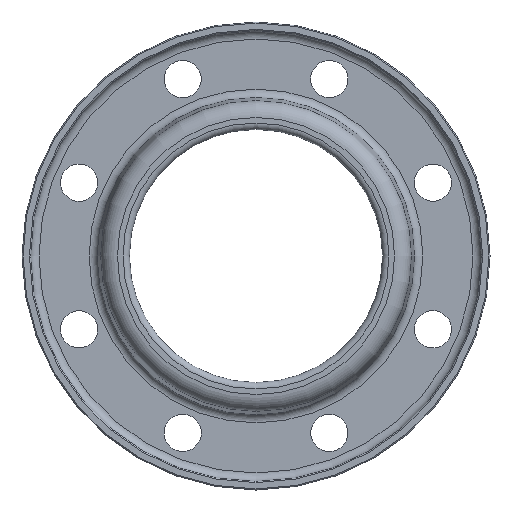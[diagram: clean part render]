
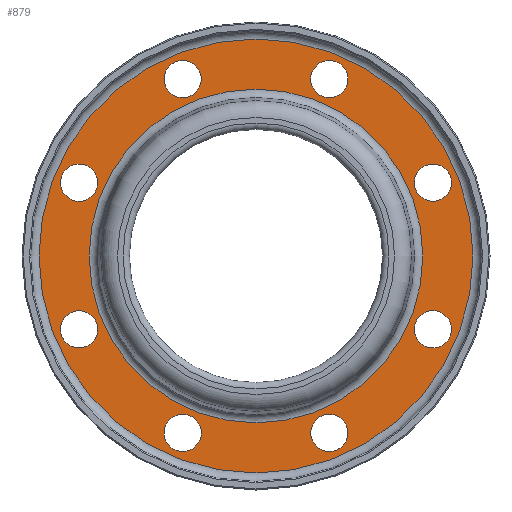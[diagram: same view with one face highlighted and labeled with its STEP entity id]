
A CAD part, left-side view. The second image highlights one B-rep face of the part: STEP entity #879.
In plain terms, the highlighted planar face has unit normal (-1, 0, 0).
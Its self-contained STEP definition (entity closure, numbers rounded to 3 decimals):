
#766 = AXIS2_PLACEMENT_3D ( 'NONE', #1734, #1736, #1737 ) ;
#879 = ADVANCED_FACE ( 'NONE', ( #5018, #5020, #5021, #5022, #5023, #5024, #5025, #5026, #5027, #5028 ), #8464, .F. ) ;
#1353 = CARTESIAN_POINT ( 'NONE',  ( 19., -34.442, 83.149 ) ) ;
#1355 = DIRECTION ( 'NONE',  ( -1., 0., 0. ) ) ;
#1357 = DIRECTION ( 'NONE',  ( 0., 0., 1. ) ) ;
#1458 = CARTESIAN_POINT ( 'NONE',  ( 19., -83.149, -34.442 ) ) ;
#1460 = DIRECTION ( 'NONE',  ( -1., 0., 0. ) ) ;
#1461 = DIRECTION ( 'NONE',  ( 0., -1., 0. ) ) ;
#1734 = CARTESIAN_POINT ( 'NONE',  ( 19., 0., 0. ) ) ;
#1736 = DIRECTION ( 'NONE',  ( -1., 0., 0. ) ) ;
#1737 = DIRECTION ( 'NONE',  ( 0., 0., 1. ) ) ;
#2778 = CARTESIAN_POINT ( 'NONE',  ( 19., -83.149, 34.442 ) ) ;
#2780 = DIRECTION ( 'NONE',  ( -1., 0., 0. ) ) ;
#2782 = DIRECTION ( 'NONE',  ( 0., -0.707, 0.707 ) ) ;
#4581 = AXIS2_PLACEMENT_3D ( 'NONE', #5261, #5258, #5244 ) ;
#4965 = CIRCLE ( 'NONE', #11769, 8.75 ) ;
#5018 = FACE_BOUND ( 'NONE', #6379, .T. ) ;
#5020 = FACE_BOUND ( 'NONE', #6378, .T. ) ;
#5021 = FACE_BOUND ( 'NONE', #6127, .T. ) ;
#5022 = FACE_BOUND ( 'NONE', #6252, .T. ) ;
#5023 = FACE_BOUND ( 'NONE', #6250, .T. ) ;
#5024 = FACE_BOUND ( 'NONE', #6085, .T. ) ;
#5025 = FACE_BOUND ( 'NONE', #6491, .T. ) ;
#5026 = FACE_BOUND ( 'NONE', #6428, .T. ) ;
#5027 = FACE_BOUND ( 'NONE', #6429, .T. ) ;
#5028 = FACE_OUTER_BOUND ( 'NONE', #6427, .T. ) ;
#5190 = CIRCLE ( 'NONE', #5398, 102. ) ;
#5193 = CIRCLE ( 'NONE', #5401, 8.75 ) ;
#5194 = CIRCLE ( 'NONE', #5403, 8.75 ) ;
#5195 = CIRCLE ( 'NONE', #5404, 8.75 ) ;
#5244 = DIRECTION ( 'NONE',  ( 0., 0., -1. ) ) ;
#5258 = DIRECTION ( 'NONE',  ( 1., 0., 0. ) ) ;
#5261 = CARTESIAN_POINT ( 'NONE',  ( 19., 78.445, 0. ) ) ;
#5398 = AXIS2_PLACEMENT_3D ( 'NONE', #6596, #6595, #6594 ) ;
#5400 = AXIS2_PLACEMENT_3D ( 'NONE', #11194, #11193, #11190 ) ;
#5401 = AXIS2_PLACEMENT_3D ( 'NONE', #6591, #6590, #6589 ) ;
#5402 = AXIS2_PLACEMENT_3D ( 'NONE', #1353, #1355, #1357 ) ;
#5403 = AXIS2_PLACEMENT_3D ( 'NONE', #6588, #6613, #6600 ) ;
#5404 = AXIS2_PLACEMENT_3D ( 'NONE', #6633, #6617, #6615 ) ;
#5405 = AXIS2_PLACEMENT_3D ( 'NONE', #1458, #1460, #1461 ) ;
#5406 = AXIS2_PLACEMENT_3D ( 'NONE', #2778, #2780, #2782 ) ;
#5559 = CARTESIAN_POINT ( 'NONE',  ( 19., 40.629, 89.336 ) ) ;
#5566 = CARTESIAN_POINT ( 'NONE',  ( 19., 0., 102. ) ) ;
#5567 = CARTESIAN_POINT ( 'NONE',  ( 19., 89.336, -40.629 ) ) ;
#5568 = CARTESIAN_POINT ( 'NONE',  ( 19., 91.899, 34.442 ) ) ;
#5569 = CARTESIAN_POINT ( 'NONE',  ( 19., -40.629, -89.336 ) ) ;
#5571 = CARTESIAN_POINT ( 'NONE',  ( 19., 34.442, -91.899 ) ) ;
#5572 = CARTESIAN_POINT ( 'NONE',  ( 19., -34.442, 91.899 ) ) ;
#5573 = CARTESIAN_POINT ( 'NONE',  ( 19., -91.899, -34.442 ) ) ;
#5574 = CARTESIAN_POINT ( 'NONE',  ( 19., 0., 78.445 ) ) ;
#5584 = CARTESIAN_POINT ( 'NONE',  ( 19., -89.336, 40.629 ) ) ;
#6085 = EDGE_LOOP ( 'NONE', ( #8746 ) ) ;
#6127 = EDGE_LOOP ( 'NONE', ( #8749 ) ) ;
#6250 = EDGE_LOOP ( 'NONE', ( #8747 ) ) ;
#6252 = EDGE_LOOP ( 'NONE', ( #8748 ) ) ;
#6378 = EDGE_LOOP ( 'NONE', ( #8750 ) ) ;
#6379 = EDGE_LOOP ( 'NONE', ( #8751 ) ) ;
#6427 = EDGE_LOOP ( 'NONE', ( #8742 ) ) ;
#6428 = EDGE_LOOP ( 'NONE', ( #8744 ) ) ;
#6429 = EDGE_LOOP ( 'NONE', ( #8743 ) ) ;
#6491 = EDGE_LOOP ( 'NONE', ( #8745 ) ) ;
#6588 = CARTESIAN_POINT ( 'NONE',  ( 19., 83.149, 34.442 ) ) ;
#6589 = DIRECTION ( 'NONE',  ( 0., 0.707, -0.707 ) ) ;
#6590 = DIRECTION ( 'NONE',  ( -1., 0., 0. ) ) ;
#6591 = CARTESIAN_POINT ( 'NONE',  ( 19., 83.149, -34.442 ) ) ;
#6594 = DIRECTION ( 'NONE',  ( 0., 0., 1. ) ) ;
#6595 = DIRECTION ( 'NONE',  ( -1., 0., 0. ) ) ;
#6596 = CARTESIAN_POINT ( 'NONE',  ( 19., 0., 0. ) ) ;
#6600 = DIRECTION ( 'NONE',  ( 0., 1., 0. ) ) ;
#6613 = DIRECTION ( 'NONE',  ( -1., 0., 0. ) ) ;
#6615 = DIRECTION ( 'NONE',  ( 0., -0.707, -0.707 ) ) ;
#6617 = DIRECTION ( 'NONE',  ( -1., 0., 0. ) ) ;
#6633 = CARTESIAN_POINT ( 'NONE',  ( 19., -34.442, -83.149 ) ) ;
#8464 = PLANE ( 'NONE',  #4581 ) ;
#8742 = ORIENTED_EDGE ( 'NONE', *, *, #9167, .T. ) ;
#8743 = ORIENTED_EDGE ( 'NONE', *, *, #9272, .F. ) ;
#8744 = ORIENTED_EDGE ( 'NONE', *, *, #9217, .F. ) ;
#8745 = ORIENTED_EDGE ( 'NONE', *, *, #9171, .F. ) ;
#8746 = ORIENTED_EDGE ( 'NONE', *, *, #9245, .F. ) ;
#8747 = ORIENTED_EDGE ( 'NONE', *, *, #9375, .F. ) ;
#8748 = ORIENTED_EDGE ( 'NONE', *, *, #9233, .F. ) ;
#8749 = ORIENTED_EDGE ( 'NONE', *, *, #9055, .F. ) ;
#8750 = ORIENTED_EDGE ( 'NONE', *, *, #9170, .F. ) ;
#8751 = ORIENTED_EDGE ( 'NONE', *, *, #9169, .F. ) ;
#9055 = EDGE_CURVE ( 'NONE', #10866, #10866, #4965, .T. ) ;
#9167 = EDGE_CURVE ( 'NONE', #10873, #10873, #5190, .T. ) ;
#9169 = EDGE_CURVE ( 'NONE', #10874, #10874, #5193, .T. ) ;
#9170 = EDGE_CURVE ( 'NONE', #10875, #10875, #5194, .T. ) ;
#9171 = EDGE_CURVE ( 'NONE', #10876, #10876, #5195, .T. ) ;
#9217 = EDGE_CURVE ( 'NONE', #10878, #10878, #11067, .T. ) ;
#9233 = EDGE_CURVE ( 'NONE', #10879, #10879, #11127, .T. ) ;
#9245 = EDGE_CURVE ( 'NONE', #10880, #10880, #11175, .T. ) ;
#9272 = EDGE_CURVE ( 'NONE', #10881, #10881, #11263, .T. ) ;
#9375 = EDGE_CURVE ( 'NONE', #10891, #10891, #11432, .T. ) ;
#10866 = VERTEX_POINT ( 'NONE', #5559 ) ;
#10873 = VERTEX_POINT ( 'NONE', #5566 ) ;
#10874 = VERTEX_POINT ( 'NONE', #5567 ) ;
#10875 = VERTEX_POINT ( 'NONE', #5568 ) ;
#10876 = VERTEX_POINT ( 'NONE', #5569 ) ;
#10878 = VERTEX_POINT ( 'NONE', #5571 ) ;
#10879 = VERTEX_POINT ( 'NONE', #5572 ) ;
#10880 = VERTEX_POINT ( 'NONE', #5573 ) ;
#10881 = VERTEX_POINT ( 'NONE', #5574 ) ;
#10891 = VERTEX_POINT ( 'NONE', #5584 ) ;
#11067 = CIRCLE ( 'NONE', #5400, 8.75 ) ;
#11127 = CIRCLE ( 'NONE', #5402, 8.75 ) ;
#11175 = CIRCLE ( 'NONE', #5405, 8.75 ) ;
#11190 = DIRECTION ( 'NONE',  ( 0., 0., -1. ) ) ;
#11193 = DIRECTION ( 'NONE',  ( -1., 0., 0. ) ) ;
#11194 = CARTESIAN_POINT ( 'NONE',  ( 19., 34.442, -83.149 ) ) ;
#11263 = CIRCLE ( 'NONE', #766, 78.445 ) ;
#11432 = CIRCLE ( 'NONE', #5406, 8.75 ) ;
#11606 = DIRECTION ( 'NONE',  ( 0., 0.707, 0.707 ) ) ;
#11607 = DIRECTION ( 'NONE',  ( -1., 0., 0. ) ) ;
#11608 = CARTESIAN_POINT ( 'NONE',  ( 19., 34.442, 83.149 ) ) ;
#11769 = AXIS2_PLACEMENT_3D ( 'NONE', #11608, #11607, #11606 ) ;
